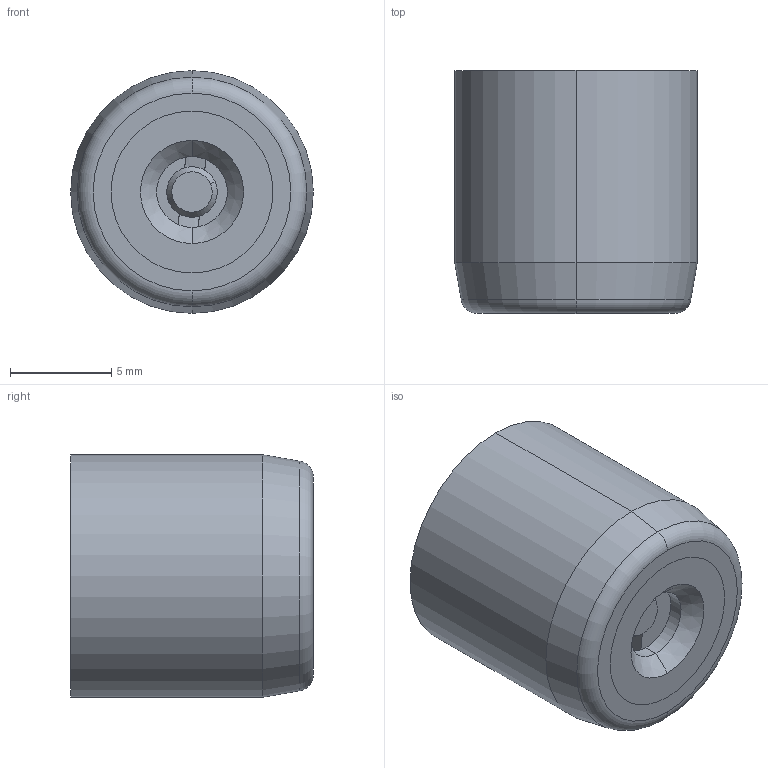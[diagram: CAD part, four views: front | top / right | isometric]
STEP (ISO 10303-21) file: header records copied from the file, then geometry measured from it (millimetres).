
FILE_DESCRIPTION (( 'STEP AP214' ), '1' );
FILE_NAME ('VA121012.STEP', '2013-06-27T11:22:29', ( '' ), ( '' ), 'SwSTEP 2.0', 'SolidWorks 2011', '' );
FILE_SCHEMA (( 'AUTOMOTIVE_DESIGN' ));
Length unit declared in the file: millimetre
Products named in the file (6): VA 121012-2; VA 100812-5; VA 100812-3 - comprimido; VA 121012-1; VA 100812-4; VA121012
Assembly tree (5 placements, depth 2):
  VA121012
    VA 100812-4
    VA 121012-1
    VA 100812-5
    VA 121012-2
    VA 100812-3 - comprimido
Bounding box: 12 x 12 x 12 mm (x, y, z)
Volume: 1205.9 mm3; surface area: 1623.4 mm2
Topology: 5 solids, 5 shells, 84 faces, 198 edges, 128 vertices
Faces by surface type: cylinder 32, plane 28, cone 16, torus 6, bspline 2
Entity records: 4260 total; most frequent: CARTESIAN_POINT 2010, DIRECTION 442, ORIENTED_EDGE 396, EDGE_CURVE 198, AXIS2_PLACEMENT_3D 185, VERTEX_POINT 128, EDGE_LOOP 96, CIRCLE 95
